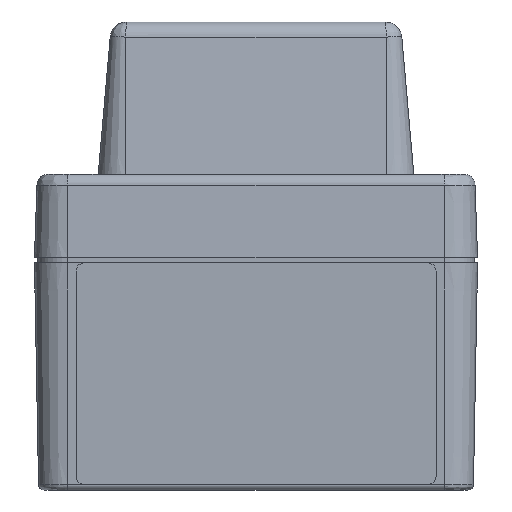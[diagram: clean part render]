
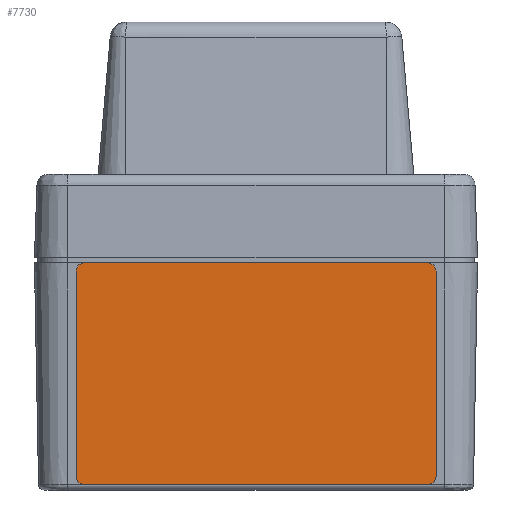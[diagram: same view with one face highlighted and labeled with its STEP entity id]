
A CAD part, left-side view. The second image highlights one B-rep face of the part: STEP entity #7730.
In plain terms, the highlighted planar face has unit normal (-1, 0, -0.018).
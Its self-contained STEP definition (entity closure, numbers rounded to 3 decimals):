
#131 = VERTEX_POINT ( 'NONE', #639 ) ;
#160 = DIRECTION ( 'NONE',  ( 0., 1., 0. ) ) ;
#315 = VERTEX_POINT ( 'NONE', #9527 ) ;
#325 = AXIS2_PLACEMENT_3D ( 'NONE', #9828, #8144, #8644 ) ;
#331 = ORIENTED_EDGE ( 'NONE', *, *, #9196, .T. ) ;
#458 = ORIENTED_EDGE ( 'NONE', *, *, #5534, .T. ) ;
#639 = CARTESIAN_POINT ( 'NONE',  ( -63., -31., 40.991 ) ) ;
#662 = DIRECTION ( 'NONE',  ( -1., 0., -0.018 ) ) ;
#668 = CARTESIAN_POINT ( 'NONE',  ( -62.972, 32.5, 39.491 ) ) ;
#1049 = VECTOR ( 'NONE', #2556, 1000. ) ;
#1823 = FACE_OUTER_BOUND ( 'NONE', #2235, .T. ) ;
#1912 = AXIS2_PLACEMENT_3D ( 'NONE', #11357, #8895, #160 ) ;
#1935 = LINE ( 'NONE', #3221, #1049 ) ;
#2235 = EDGE_LOOP ( 'NONE', ( #3855, #3347, #11808, #9079, #5367, #11972, #458, #331 ) ) ;
#2422 = CARTESIAN_POINT ( 'NONE',  ( -62.296, -32.5, 2.497 ) ) ;
#2468 = EDGE_CURVE ( 'NONE', #5624, #10242, #9935, .T. ) ;
#2513 = AXIS2_PLACEMENT_3D ( 'NONE', #8636, #3025, #9524 ) ;
#2556 = DIRECTION ( 'NONE',  ( 0., 1., 0. ) ) ;
#2880 = DIRECTION ( 'NONE',  ( -0.018, 0., 1. ) ) ;
#3025 = DIRECTION ( 'NONE',  ( -1., 0., -0.018 ) ) ;
#3201 = EDGE_CURVE ( 'NONE', #10242, #11579, #5023, .T. ) ;
#3221 = CARTESIAN_POINT ( 'NONE',  ( -63., 31., 40.991 ) ) ;
#3347 = ORIENTED_EDGE ( 'NONE', *, *, #5116, .T. ) ;
#3707 = CARTESIAN_POINT ( 'NONE',  ( -62.296, 32.5, 2.497 ) ) ;
#3855 = ORIENTED_EDGE ( 'NONE', *, *, #5278, .T. ) ;
#3887 = LINE ( 'NONE', #5022, #10991 ) ;
#4486 = CARTESIAN_POINT ( 'NONE',  ( -62.296, -31., 2.497 ) ) ;
#5022 = CARTESIAN_POINT ( 'NONE',  ( -62.296, -32.5, 2.497 ) ) ;
#5023 = LINE ( 'NONE', #8724, #11262 ) ;
#5116 = EDGE_CURVE ( 'NONE', #131, #315, #1935, .T. ) ;
#5278 = EDGE_CURVE ( 'NONE', #8253, #131, #9950, .T. ) ;
#5367 = ORIENTED_EDGE ( 'NONE', *, *, #2468, .T. ) ;
#5420 = DIRECTION ( 'NONE',  ( 0., 1., 0. ) ) ;
#5534 = EDGE_CURVE ( 'NONE', #11579, #7670, #6797, .T. ) ;
#5624 = VERTEX_POINT ( 'NONE', #3707 ) ;
#5958 = CARTESIAN_POINT ( 'NONE',  ( -62.972, -31., 39.491 ) ) ;
#6306 = AXIS2_PLACEMENT_3D ( 'NONE', #5958, #8092, #7228 ) ;
#6797 = CIRCLE ( 'NONE', #9806, 1.5 ) ;
#6961 = CARTESIAN_POINT ( 'NONE',  ( -62.972, -32.5, 39.491 ) ) ;
#7228 = DIRECTION ( 'NONE',  ( 0., 1., 0. ) ) ;
#7550 = VECTOR ( 'NONE', #11925, 1000. ) ;
#7670 = VERTEX_POINT ( 'NONE', #2422 ) ;
#7730 = ADVANCED_FACE ( 'NONE', ( #1823 ), #10887, .F. ) ;
#8092 = DIRECTION ( 'NONE',  ( 1., 0., 0.018 ) ) ;
#8132 = CIRCLE ( 'NONE', #1912, 1.5 ) ;
#8144 = DIRECTION ( 'NONE',  ( -1., 0., -0.018 ) ) ;
#8253 = VERTEX_POINT ( 'NONE', #6961 ) ;
#8636 = CARTESIAN_POINT ( 'NONE',  ( -62.296, 31., 2.497 ) ) ;
#8644 = DIRECTION ( 'NONE',  ( 0., 1., 0. ) ) ;
#8705 = EDGE_CURVE ( 'NONE', #315, #12106, #8132, .T. ) ;
#8724 = CARTESIAN_POINT ( 'NONE',  ( -62.268, 31., 0.998 ) ) ;
#8895 = DIRECTION ( 'NONE',  ( -1., 0., -0.018 ) ) ;
#9079 = ORIENTED_EDGE ( 'NONE', *, *, #10371, .T. ) ;
#9196 = EDGE_CURVE ( 'NONE', #7670, #8253, #3887, .T. ) ;
#9524 = DIRECTION ( 'NONE',  ( 0., 1., 0. ) ) ;
#9527 = CARTESIAN_POINT ( 'NONE',  ( -63., 31., 40.991 ) ) ;
#9806 = AXIS2_PLACEMENT_3D ( 'NONE', #4486, #662, #5420 ) ;
#9828 = CARTESIAN_POINT ( 'NONE',  ( -62.972, -31., 39.491 ) ) ;
#9935 = CIRCLE ( 'NONE', #2513, 1.5 ) ;
#9950 = CIRCLE ( 'NONE', #325, 1.5 ) ;
#9965 = LINE ( 'NONE', #11001, #7550 ) ;
#10242 = VERTEX_POINT ( 'NONE', #11688 ) ;
#10371 = EDGE_CURVE ( 'NONE', #12106, #5624, #9965, .T. ) ;
#10887 = PLANE ( 'NONE',  #6306 ) ;
#10991 = VECTOR ( 'NONE', #2880, 1000. ) ;
#11001 = CARTESIAN_POINT ( 'NONE',  ( -62.296, 32.5, 2.497 ) ) ;
#11262 = VECTOR ( 'NONE', #11443, 1000. ) ;
#11357 = CARTESIAN_POINT ( 'NONE',  ( -62.972, 31., 39.491 ) ) ;
#11443 = DIRECTION ( 'NONE',  ( 0., -1., 0. ) ) ;
#11579 = VERTEX_POINT ( 'NONE', #12050 ) ;
#11688 = CARTESIAN_POINT ( 'NONE',  ( -62.268, 31., 0.998 ) ) ;
#11808 = ORIENTED_EDGE ( 'NONE', *, *, #8705, .T. ) ;
#11925 = DIRECTION ( 'NONE',  ( 0.018, 0., -1. ) ) ;
#11972 = ORIENTED_EDGE ( 'NONE', *, *, #3201, .T. ) ;
#12050 = CARTESIAN_POINT ( 'NONE',  ( -62.268, -31., 0.998 ) ) ;
#12106 = VERTEX_POINT ( 'NONE', #668 ) ;
